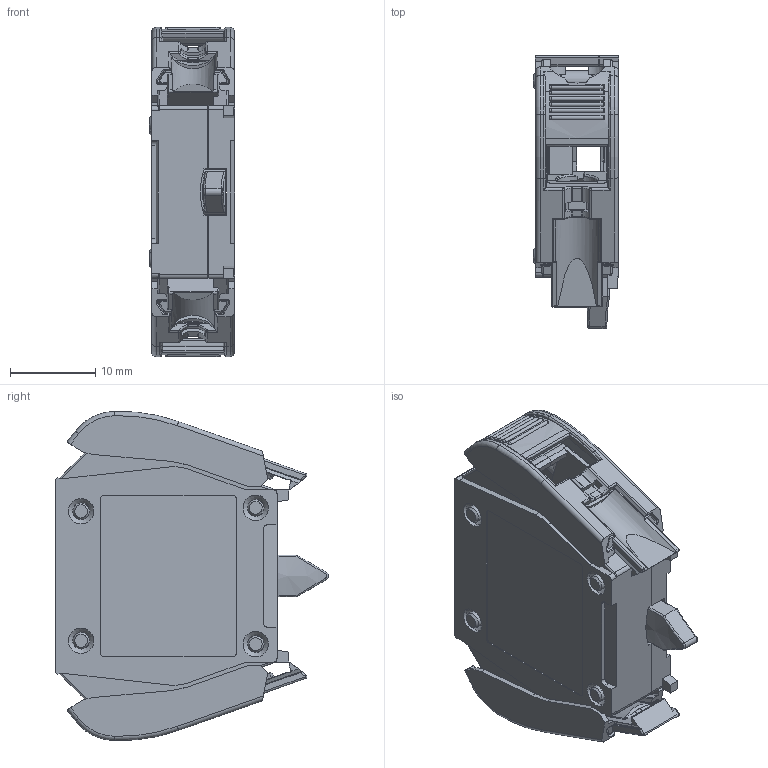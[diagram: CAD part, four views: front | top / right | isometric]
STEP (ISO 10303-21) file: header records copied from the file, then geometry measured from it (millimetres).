
FILE_DESCRIPTION(/* description */ (''),/* implementation_level */ '2;1');
FILE_NAME(/* name */ 'ecx 1030n.stp',/* time_stamp */ '2020-11-09T15:38:56+01:00',/* author */ ('servizio.tecnico'),/* organization */ (''),/* preprocessor_version */ 'ST-DEVELOPER v17',/* originating_system */ 'Autodesk Inventor 2019',/* authorisation */ '');
FILE_SCHEMA (('AUTOMOTIVE_DESIGN { 1 0 10303 214 3 1 1 }'));
Length unit declared in the file: millimetre
Products named in the file (6): ecx 1030n; non_luminosi_plastica_aggancio_avvitati10; non_luminosi_plastica_aggancio_avvitati11; non_luminosi_plastica_aggancio_avvitati12; non_luminosi_plastica_aggancio_avvitati13; non_luminosi_plastica_aggancio_avvitati14
Assembly tree (5 placements, depth 2):
  ecx 1030n
    non_luminosi_plastica_aggancio_avvitati10
    non_luminosi_plastica_aggancio_avvitati11
    non_luminosi_plastica_aggancio_avvitati12
    non_luminosi_plastica_aggancio_avvitati13
    non_luminosi_plastica_aggancio_avvitati14
Bounding box: 10.05 x 32.04 x 38.64 mm (x, y, z)
Volume: 3566.6 mm3; surface area: 7949.1 mm2
Topology: 5 solids, 5 shells, 1354 faces, 3722 edges, 2390 vertices
Faces by surface type: plane 803, cylinder 378, torus 71, bspline 62, cone 22, sphere 18
Full cylindrical faces by diameter (mm): 1.9 x4, 2 x4, 2.4 x4, 2.982 x4
Entity records: 46700 total; most frequent: CARTESIAN_POINT 11756, ORIENTED_EDGE 7442, DIRECTION 7148, EDGE_CURVE 3721, LINE 2488, VECTOR 2488, VERTEX_POINT 2390, AXIS2_PLACEMENT_3D 2330
